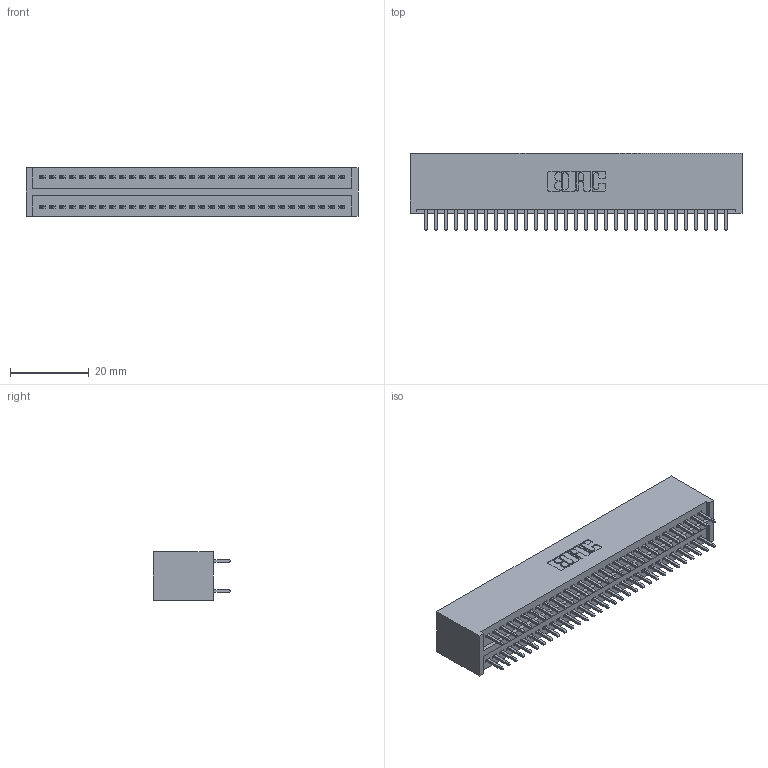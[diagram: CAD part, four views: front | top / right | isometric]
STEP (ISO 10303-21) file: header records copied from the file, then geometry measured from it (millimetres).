
FILE_DESCRIPTION (( 'STEP AP203' ), '1' );
FILE_NAME ('325-062-520-201.STEP', '2020-02-25T02:57:41', ( '' ), ( '' ), 'SwSTEP 2.0', 'SolidWorks 2016', '' );
FILE_SCHEMA (( 'CONFIG_CONTROL_DESIGN' ));
Length unit declared in the file: inch
Products named in the file (3): 325-292-001_325-293-120; 325-062-520-201; 325 Part_Lugless
Assembly tree (63 placements, depth 2):
  325-062-520-201
    325 Part_Lugless
    325-292-001_325-293-120  x62
Bounding box: 84.38 x 19.68 x 12.45 mm (x, y, z)
Volume: 11391.1 mm3; surface area: 14062.3 mm2
Topology: 63 solids, 63 shells, 3330 faces, 9897 edges, 6514 vertices
Faces by surface type: plane 2298, cylinder 1032
Entity records: 21107 total; most frequent: CARTESIAN_POINT 3510, ORIENTED_EDGE 3446, DIRECTION 3011, EDGE_CURVE 1723, VECTOR 1603, LINE 1603, VERTEX_POINT 1146, AXIS2_PLACEMENT_3D 704
